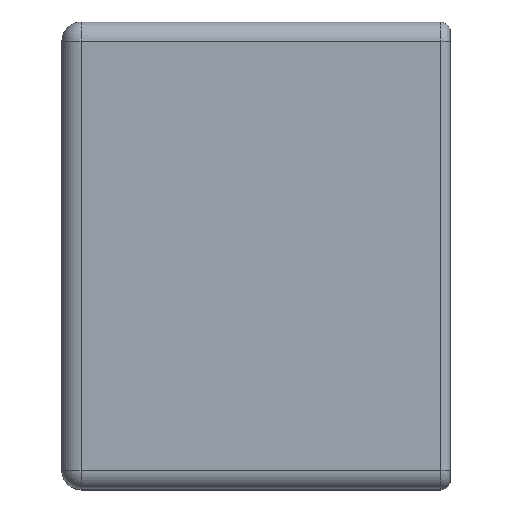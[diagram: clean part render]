
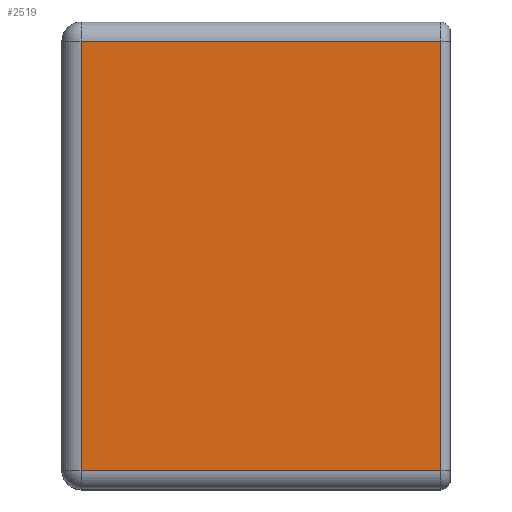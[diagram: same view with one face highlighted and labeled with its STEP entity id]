
A CAD part, top view. The second image highlights one B-rep face of the part: STEP entity #2519.
In plain terms, the highlighted planar face has unit normal (0, 0, 1).
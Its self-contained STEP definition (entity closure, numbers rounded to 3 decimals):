
#29=PLANE('',#2708);
#148=LINE('',#3649,#472);
#151=LINE('',#3654,#475);
#154=LINE('',#3658,#478);
#164=LINE('',#3673,#488);
#472=VECTOR('',#2919,10.);
#475=VECTOR('',#2926,10.);
#478=VECTOR('',#2931,10.);
#488=VECTOR('',#2951,10.);
#840=FACE_OUTER_BOUND('',#988,.T.);
#988=EDGE_LOOP('',(#1878,#1879,#1880,#1881));
#1174=VERTEX_POINT('',#3586);
#1175=VERTEX_POINT('',#3598);
#1185=VERTEX_POINT('',#3627);
#1186=VERTEX_POINT('',#3639);
#1419=EDGE_CURVE('',#1186,#1185,#148,.T.);
#1422=EDGE_CURVE('',#1175,#1186,#151,.T.);
#1425=EDGE_CURVE('',#1185,#1174,#154,.T.);
#1435=EDGE_CURVE('',#1174,#1175,#164,.T.);
#1878=ORIENTED_EDGE('',*,*,#1419,.F.);
#1879=ORIENTED_EDGE('',*,*,#1422,.F.);
#1880=ORIENTED_EDGE('',*,*,#1435,.F.);
#1881=ORIENTED_EDGE('',*,*,#1425,.F.);
#2519=ADVANCED_FACE('',(#840),#29,.T.);
#2708=AXIS2_PLACEMENT_3D('',#3756,#3002,#3003);
#2919=DIRECTION('',(-1.,0.,0.));
#2926=DIRECTION('',(0.,-1.,0.));
#2931=DIRECTION('',(0.,1.,0.));
#2951=DIRECTION('',(1.,0.,0.));
#3002=DIRECTION('center_axis',(0.,0.,1.));
#3003=DIRECTION('ref_axis',(1.,0.,0.));
#3586=CARTESIAN_POINT('',(0.5,11.66,8.2));
#3598=CARTESIAN_POINT('',(9.85,11.66,8.2));
#3627=CARTESIAN_POINT('',(0.5,0.5,8.2));
#3639=CARTESIAN_POINT('',(9.85,0.5,8.2));
#3649=CARTESIAN_POINT('',(2.525,0.5,8.2));
#3654=CARTESIAN_POINT('',(9.85,0.,8.2));
#3658=CARTESIAN_POINT('',(0.5,0.,8.2));
#3673=CARTESIAN_POINT('',(2.525,11.66,8.2));
#3756=CARTESIAN_POINT('Origin',(0.,0.,8.2));
